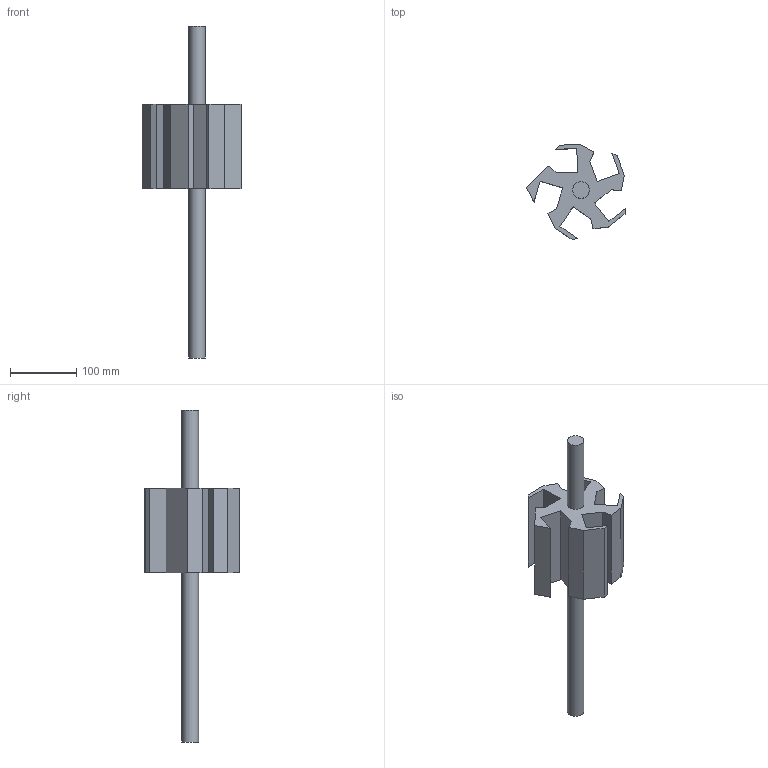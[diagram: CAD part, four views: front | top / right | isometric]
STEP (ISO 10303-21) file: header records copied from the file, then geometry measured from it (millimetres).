
FILE_DESCRIPTION(/* description */ (''),/* implementation_level */ '2;1');
FILE_NAME(/* name */ 'inner holder with shaft.step',/* time_stamp */ '2018-06-28T02:49:35+07:00',/* author */ (''),/* organization */ (''),/* preprocessor_version */ 'ST-DEVELOPER v17',/* originating_system */ 'Autodesk Translation Framework v7.1.0.215',/* authorisation */ '');
FILE_SCHEMA (('AUTOMOTIVE_DESIGN { 1 0 10303 214 3 1 1 }'));
Length unit declared in the file: millimetre
Products named in the file (1): holder i
Bounding box: 150.06 x 143.07 x 500 mm (x, y, z)
Volume: 1197360.5 mm3; surface area: 160128.6 mm2
Topology: 1 solids, 1 shells, 40 faces, 110 edges, 74 vertices
Faces by surface type: plane 38, cylinder 2
Full cylindrical faces by diameter (mm): 25 x2
Entity records: 1296 total; most frequent: CARTESIAN_POINT 225, ORIENTED_EDGE 220, DIRECTION 198, EDGE_CURVE 110, LINE 104, VECTOR 104, VERTEX_POINT 74, AXIS2_PLACEMENT_3D 47
